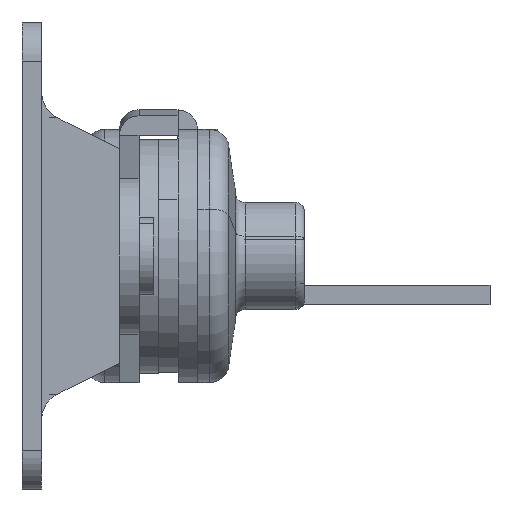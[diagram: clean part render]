
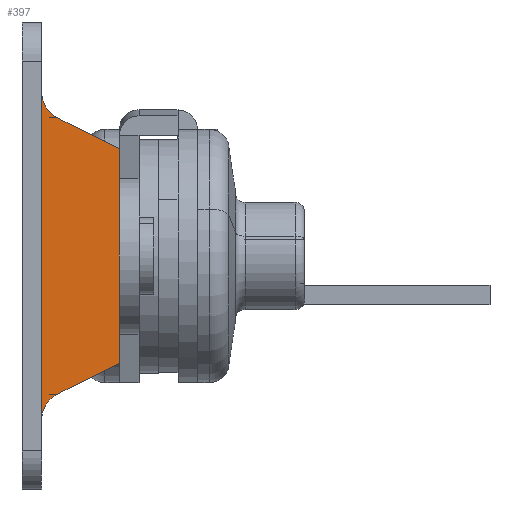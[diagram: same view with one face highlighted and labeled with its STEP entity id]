
A CAD part, left-side view. The second image highlights one B-rep face of the part: STEP entity #397.
In plain terms, the highlighted face is planar.
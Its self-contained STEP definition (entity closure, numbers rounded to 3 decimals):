
#190 = ORIENTED_EDGE ( 'NONE', *, *, #219, .F. ) ;
#192 = VERTEX_POINT ( 'NONE', #1979 ) ;
#215 = ORIENTED_EDGE ( 'NONE', *, *, #361, .T. ) ;
#217 = ORIENTED_EDGE ( 'NONE', *, *, #221, .F. ) ;
#218 = ORIENTED_EDGE ( 'NONE', *, *, #222, .T. ) ;
#219 = EDGE_CURVE ( 'NONE', #227, #192, #2048, .T. ) ;
#220 = VERTEX_POINT ( 'NONE', #2040 ) ;
#221 = EDGE_CURVE ( 'NONE', #367, #220, #2039, .T. ) ;
#222 = EDGE_CURVE ( 'NONE', #227, #220, #2035, .T. ) ;
#227 = VERTEX_POINT ( 'NONE', #2069 ) ;
#229 = EDGE_CURVE ( 'NONE', #252, #192, #2059, .T. ) ;
#241 = VERTEX_POINT ( 'NONE', #2093 ) ;
#242 = EDGE_LOOP ( 'NONE', ( #244, #256, #190, #218, #217, #215 ) ) ;
#244 = ORIENTED_EDGE ( 'NONE', *, *, #260, .F. ) ;
#252 = VERTEX_POINT ( 'NONE', #2081 ) ;
#256 = ORIENTED_EDGE ( 'NONE', *, *, #229, .T. ) ;
#260 = EDGE_CURVE ( 'NONE', #252, #241, #2073, .T. ) ;
#361 = EDGE_CURVE ( 'NONE', #367, #241, #2251, .T. ) ;
#367 = VERTEX_POINT ( 'NONE', #2235 ) ;
#397 = ADVANCED_FACE ( 'NONE', ( #2308 ), #2307, .T. ) ;
#1979 = CARTESIAN_POINT ( 'NONE',  ( 0., 2., -7.053 ) ) ;
#2031 = CARTESIAN_POINT ( 'NONE',  ( -1.779, 3.581, -38.207 ) ) ;
#2032 = CARTESIAN_POINT ( 'NONE',  ( -0.664, 2.59, -38.704 ) ) ;
#2033 = CARTESIAN_POINT ( 'NONE',  ( 0., 2., -39.727 ) ) ;
#2034 = CARTESIAN_POINT ( 'NONE',  ( 0., 2., -40.947 ) ) ;
#2035 =( BOUNDED_CURVE ( )  B_SPLINE_CURVE ( 3, ( #2034, #2033, #2032, #2031 ),
 .UNSPECIFIED., .F., .T. ) 
 B_SPLINE_CURVE_WITH_KNOTS ( ( 4, 4 ),
 ( 0., 1.151 ),
 .UNSPECIFIED. ) 
 CURVE ( )  GEOMETRIC_REPRESENTATION_ITEM ( )  RATIONAL_B_SPLINE_CURVE ( ( 1., 0.893, 0.893, 1. ) ) 
 REPRESENTATION_ITEM ( '' )  );
#2036 = DIRECTION ( 'NONE',  ( 0.709, -0.63, -0.316 ) ) ;
#2037 = VECTOR ( 'NONE', #2036, 1000. ) ;
#2038 = CARTESIAN_POINT ( 'NONE',  ( 2.017, 0.207, -39.899 ) ) ;
#2039 = LINE ( 'NONE', #2038, #2037 ) ;
#2040 = CARTESIAN_POINT ( 'NONE',  ( -1.779, 3.581, -38.207 ) ) ;
#2041 = DIRECTION ( 'NONE',  ( 0., 0., 1. ) ) ;
#2042 = VECTOR ( 'NONE', #2041, 1000. ) ;
#2043 = CARTESIAN_POINT ( 'NONE',  ( 0., 2., -48. ) ) ;
#2048 = LINE ( 'NONE', #2043, #2042 ) ;
#2055 = CARTESIAN_POINT ( 'NONE',  ( 0., 2., -7.053 ) ) ;
#2056 = CARTESIAN_POINT ( 'NONE',  ( 0., 2., -8.273 ) ) ;
#2057 = CARTESIAN_POINT ( 'NONE',  ( -0.664, 2.59, -9.296 ) ) ;
#2058 = CARTESIAN_POINT ( 'NONE',  ( -1.779, 3.581, -9.793 ) ) ;
#2059 =( BOUNDED_CURVE ( )  B_SPLINE_CURVE ( 3, ( #2058, #2057, #2056, #2055 ),
 .UNSPECIFIED., .F., .T. ) 
 B_SPLINE_CURVE_WITH_KNOTS ( ( 4, 4 ),
 ( 5.132, 6.283 ),
 .UNSPECIFIED. ) 
 CURVE ( )  GEOMETRIC_REPRESENTATION_ITEM ( )  RATIONAL_B_SPLINE_CURVE ( ( 1., 0.893, 0.893, 1. ) ) 
 REPRESENTATION_ITEM ( '' )  );
#2069 = CARTESIAN_POINT ( 'NONE',  ( 0., 2., -40.947 ) ) ;
#2070 = DIRECTION ( 'NONE',  ( -0.709, 0.63, -0.316 ) ) ;
#2071 = VECTOR ( 'NONE', #2070, 1000. ) ;
#2072 = CARTESIAN_POINT ( 'NONE',  ( -8.742, 9.77, -12.897 ) ) ;
#2073 = LINE ( 'NONE', #2072, #2071 ) ;
#2081 = CARTESIAN_POINT ( 'NONE',  ( -1.779, 3.581, -9.793 ) ) ;
#2093 = CARTESIAN_POINT ( 'NONE',  ( -9., 10., -13.012 ) ) ;
#2235 = CARTESIAN_POINT ( 'NONE',  ( -9., 10., -34.988 ) ) ;
#2248 = DIRECTION ( 'NONE',  ( 0., 0., 1. ) ) ;
#2249 = VECTOR ( 'NONE', #2248, 1000. ) ;
#2250 = CARTESIAN_POINT ( 'NONE',  ( -9., 10., -48. ) ) ;
#2251 = LINE ( 'NONE', #2250, #2249 ) ;
#2303 = DIRECTION ( 'NONE',  ( -0.747, 0.664, 0. ) ) ;
#2304 = DIRECTION ( 'NONE',  ( 0.664, 0.747, 0. ) ) ;
#2305 = CARTESIAN_POINT ( 'NONE',  ( 0., 2., -48. ) ) ;
#2306 = AXIS2_PLACEMENT_3D ( 'NONE', #2305, #2304, #2303 ) ;
#2307 = PLANE ( 'NONE',  #2306 ) ;
#2308 = FACE_OUTER_BOUND ( 'NONE', #242, .T. ) ;
